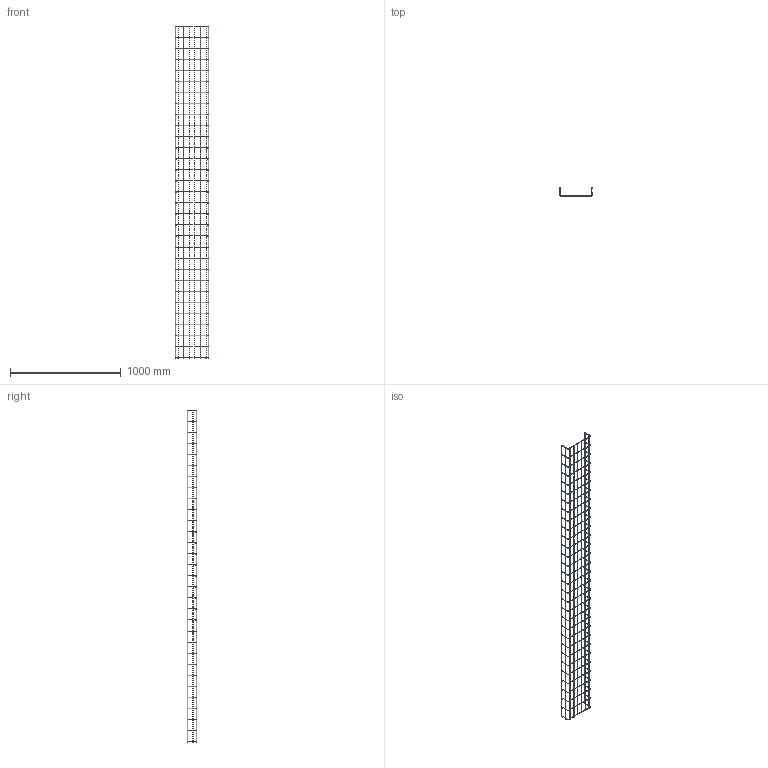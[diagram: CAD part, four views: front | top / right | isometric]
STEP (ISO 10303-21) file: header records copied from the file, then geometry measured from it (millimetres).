
FILE_DESCRIPTION (( 'STEP AP203' ), '1' );
FILE_NAME ('CLWG10-085-300-3 Ëîòîê ïðîâîëî÷íûé 85õ300 ÃÖ.STEP', '2016-02-17T14:09:30', ( '' ), ( '' ), 'SwSTEP 2.0', 'SolidWorks 2014', '' );
FILE_SCHEMA (( 'CONFIG_CONTROL_DESIGN' ));
Length unit declared in the file: millimetre
Products named in the file (1): CLWG10-085-300-3 Ëîòîê ïðîâîëî÷íûé 85õ300 ÃÖ
Bounding box: 299.92 x 84.98 x 3004 mm (x, y, z)
Volume: 548698 mm3; surface area: 548973.9 mm2
Topology: 1 solids, 1 shells, 247 faces, 992 edges, 703 vertices
Faces by surface type: cylinder 103, plane 82, torus 62
Full cylindrical faces by diameter (mm): 4 x103
Entity records: 14371 total; most frequent: CARTESIAN_POINT 7790, EDGE_LOOP 1032, ORIENTED_EDGE 1032, DIRECTION 908, FACE_BOUND 620, VERTEX_POINT 516, EDGE_CURVE 516, AXIS2_PLACEMENT_3D 454
